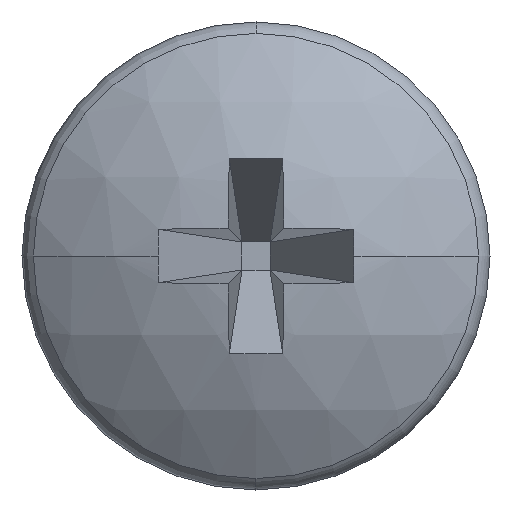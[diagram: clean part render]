
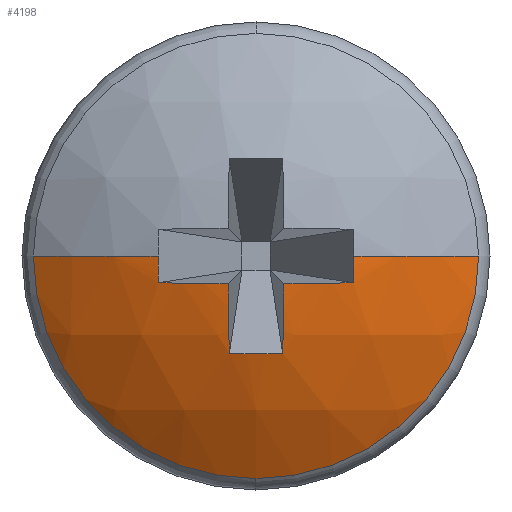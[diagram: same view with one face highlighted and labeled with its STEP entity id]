
A CAD part, left-side view. The second image highlights one B-rep face of the part: STEP entity #4198.
In plain terms, the highlighted spherical face has radius 3.2 mm.
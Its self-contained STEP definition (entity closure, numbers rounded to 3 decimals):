
#124 = DIRECTION ( 'NONE',  ( 0., 1., 0. ) ) ;
#273 = DIRECTION ( 'NONE',  ( 0., 0., -1. ) ) ;
#316 = CIRCLE ( 'NONE', #6006, 1.903 ) ;
#482 = EDGE_LOOP ( 'NONE', ( #7182, #4061, #7089, #3701, #7967, #6787, #2241, #2054, #942, #4757, #9169 ) ) ;
#752 = CARTESIAN_POINT ( 'NONE',  ( 0.627, 1.903, 0. ) ) ;
#768 = CARTESIAN_POINT ( 'NONE',  ( 0.627, -1.903, 0. ) ) ;
#794 = VERTEX_POINT ( 'NONE', #6741 ) ;
#942 = ORIENTED_EDGE ( 'NONE', *, *, #8897, .F. ) ;
#974 = DIRECTION ( 'NONE',  ( -0.1, -0.995, 0. ) ) ;
#1005 = EDGE_CURVE ( 'NONE', #8746, #5737, #8896, .T. ) ;
#1289 = CARTESIAN_POINT ( 'NONE',  ( 0.627, 0., 0. ) ) ;
#1469 = CIRCLE ( 'NONE', #3889, 3.199 ) ;
#1611 = DIRECTION ( 'NONE',  ( 1., 0., 0. ) ) ;
#1709 = DIRECTION ( 'NONE',  ( -0.833, 0.553, 0. ) ) ;
#1717 = CIRCLE ( 'NONE', #3981, 3.036 ) ;
#1886 = DIRECTION ( 'NONE',  ( 0.995, -0.1, 0. ) ) ;
#1904 = VERTEX_POINT ( 'NONE', #7401 ) ;
#1938 = AXIS2_PLACEMENT_3D ( 'NONE', #5314, #4296, #3534 ) ;
#2054 = ORIENTED_EDGE ( 'NONE', *, *, #4821, .F. ) ;
#2241 = ORIENTED_EDGE ( 'NONE', *, *, #5445, .T. ) ;
#2451 = AXIS2_PLACEMENT_3D ( 'NONE', #4040, #3844, #1611 ) ;
#2509 = EDGE_CURVE ( 'NONE', #5492, #4355, #5386, .T. ) ;
#2720 = DIRECTION ( 'NONE',  ( -0.1, 0.995, 0. ) ) ;
#2822 = EDGE_CURVE ( 'NONE', #1904, #8746, #3570, .T. ) ;
#2930 = EDGE_CURVE ( 'NONE', #794, #7591, #7785, .T. ) ;
#3234 = AXIS2_PLACEMENT_3D ( 'NONE', #7373, #5231, #8229 ) ;
#3281 = AXIS2_PLACEMENT_3D ( 'NONE', #7888, #8748, #5610 ) ;
#3336 = CARTESIAN_POINT ( 'NONE',  ( 0.111, 0.836, 0. ) ) ;
#3534 = DIRECTION ( 'NONE',  ( 0., 0., 1. ) ) ;
#3570 = CIRCLE ( 'NONE', #1938, 1.903 ) ;
#3606 = CIRCLE ( 'NONE', #3281, 3.199 ) ;
#3701 = ORIENTED_EDGE ( 'NONE', *, *, #3928, .T. ) ;
#3705 = FACE_OUTER_BOUND ( 'NONE', #482, .T. ) ;
#3844 = DIRECTION ( 'NONE',  ( 0., 0., 1. ) ) ;
#3876 = CARTESIAN_POINT ( 'NONE',  ( 3.192, 0., 0.082 ) ) ;
#3889 = AXIS2_PLACEMENT_3D ( 'NONE', #6519, #974, #1886 ) ;
#3900 = CARTESIAN_POINT ( 'NONE',  ( 0.118, -0.228, -0.831 ) ) ;
#3928 = EDGE_CURVE ( 'NONE', #5737, #7591, #1717, .T. ) ;
#3981 = AXIS2_PLACEMENT_3D ( 'NONE', #4157, #6505, #7073 ) ;
#4040 = CARTESIAN_POINT ( 'NONE',  ( 3.2, 0., 0. ) ) ;
#4061 = ORIENTED_EDGE ( 'NONE', *, *, #2822, .T. ) ;
#4157 = CARTESIAN_POINT ( 'NONE',  ( 2.64, 0.843, 0. ) ) ;
#4198 = ADVANCED_FACE ( 'NONE', ( #3705 ), #9349, .T. ) ;
#4296 = DIRECTION ( 'NONE',  ( -1., 0., 0. ) ) ;
#4355 = VERTEX_POINT ( 'NONE', #3336 ) ;
#4448 = AXIS2_PLACEMENT_3D ( 'NONE', #5575, #8675, #1709 ) ;
#4454 = CARTESIAN_POINT ( 'NONE',  ( 0.018, 0.238, -0.238 ) ) ;
#4463 = DIRECTION ( 'NONE',  ( 0., 0., -1. ) ) ;
#4494 = AXIS2_PLACEMENT_3D ( 'NONE', #8281, #273, #5955 ) ;
#4537 = DIRECTION ( 'NONE',  ( 0.995, 0., 0.1 ) ) ;
#4581 = EDGE_CURVE ( 'NONE', #5492, #1904, #316, .T. ) ;
#4689 = AXIS2_PLACEMENT_3D ( 'NONE', #3876, #9237, #4537 ) ;
#4746 = CARTESIAN_POINT ( 'NONE',  ( 3.2, 0., 0. ) ) ;
#4757 = ORIENTED_EDGE ( 'NONE', *, *, #6879, .T. ) ;
#4821 = EDGE_CURVE ( 'NONE', #8415, #5258, #1469, .T. ) ;
#5231 = DIRECTION ( 'NONE',  ( 0.553, 0., -0.833 ) ) ;
#5258 = VERTEX_POINT ( 'NONE', #7926 ) ;
#5314 = CARTESIAN_POINT ( 'NONE',  ( 0.627, 0., 0. ) ) ;
#5386 = CIRCLE ( 'NONE', #2451, 3.2 ) ;
#5445 = EDGE_CURVE ( 'NONE', #8088, #5258, #8102, .T. ) ;
#5492 = VERTEX_POINT ( 'NONE', #752 ) ;
#5575 = CARTESIAN_POINT ( 'NONE',  ( 2.64, -0.843, 0. ) ) ;
#5610 = DIRECTION ( 'NONE',  ( 0.995, 0., 0.1 ) ) ;
#5737 = VERTEX_POINT ( 'NONE', #6448 ) ;
#5870 = EDGE_CURVE ( 'NONE', #8088, #794, #7033, .T. ) ;
#5955 = DIRECTION ( 'NONE',  ( 0., 1., 0. ) ) ;
#6006 = AXIS2_PLACEMENT_3D ( 'NONE', #1289, #7440, #6682 ) ;
#6214 = AXIS2_PLACEMENT_3D ( 'NONE', #6750, #2720, #7505 ) ;
#6448 = CARTESIAN_POINT ( 'NONE',  ( 0.111, -0.836, 0. ) ) ;
#6505 = DIRECTION ( 'NONE',  ( 0.553, -0.833, 0. ) ) ;
#6519 = CARTESIAN_POINT ( 'NONE',  ( 3.192, -0.082, 0. ) ) ;
#6682 = DIRECTION ( 'NONE',  ( 0., 0., 1. ) ) ;
#6741 = CARTESIAN_POINT ( 'NONE',  ( 0.018, -0.238, -0.238 ) ) ;
#6750 = CARTESIAN_POINT ( 'NONE',  ( 3.192, 0.082, 0. ) ) ;
#6787 = ORIENTED_EDGE ( 'NONE', *, *, #5870, .F. ) ;
#6879 = EDGE_CURVE ( 'NONE', #8308, #4355, #8847, .T. ) ;
#7033 = CIRCLE ( 'NONE', #6214, 3.199 ) ;
#7073 = DIRECTION ( 'NONE',  ( 0.833, 0.553, 0. ) ) ;
#7089 = ORIENTED_EDGE ( 'NONE', *, *, #1005, .T. ) ;
#7182 = ORIENTED_EDGE ( 'NONE', *, *, #4581, .T. ) ;
#7373 = CARTESIAN_POINT ( 'NONE',  ( 2.64, 0., 0.843 ) ) ;
#7387 = AXIS2_PLACEMENT_3D ( 'NONE', #4746, #4463, #124 ) ;
#7401 = CARTESIAN_POINT ( 'NONE',  ( 0.627, 0., -1.903 ) ) ;
#7440 = DIRECTION ( 'NONE',  ( -1., 0., 0. ) ) ;
#7505 = DIRECTION ( 'NONE',  ( -0.995, -0.1, 0. ) ) ;
#7591 = VERTEX_POINT ( 'NONE', #9179 ) ;
#7785 = CIRCLE ( 'NONE', #4689, 3.199 ) ;
#7888 = CARTESIAN_POINT ( 'NONE',  ( 3.192, 0., 0.082 ) ) ;
#7926 = CARTESIAN_POINT ( 'NONE',  ( 0.118, 0.228, -0.831 ) ) ;
#7967 = ORIENTED_EDGE ( 'NONE', *, *, #2930, .F. ) ;
#8088 = VERTEX_POINT ( 'NONE', #3900 ) ;
#8102 = CIRCLE ( 'NONE', #3234, 3.036 ) ;
#8229 = DIRECTION ( 'NONE',  ( -0.833, 0., -0.553 ) ) ;
#8281 = CARTESIAN_POINT ( 'NONE',  ( 3.2, 0., 0. ) ) ;
#8308 = VERTEX_POINT ( 'NONE', #9619 ) ;
#8415 = VERTEX_POINT ( 'NONE', #4454 ) ;
#8675 = DIRECTION ( 'NONE',  ( 0.553, 0.833, 0. ) ) ;
#8746 = VERTEX_POINT ( 'NONE', #768 ) ;
#8748 = DIRECTION ( 'NONE',  ( -0.1, 0., 0.995 ) ) ;
#8847 = CIRCLE ( 'NONE', #4448, 3.036 ) ;
#8896 = CIRCLE ( 'NONE', #4494, 3.2 ) ;
#8897 = EDGE_CURVE ( 'NONE', #8308, #8415, #3606, .T. ) ;
#9169 = ORIENTED_EDGE ( 'NONE', *, *, #2509, .F. ) ;
#9179 = CARTESIAN_POINT ( 'NONE',  ( 0.118, -0.831, -0.228 ) ) ;
#9237 = DIRECTION ( 'NONE',  ( -0.1, 0., 0.995 ) ) ;
#9349 = SPHERICAL_SURFACE ( 'NONE', #7387, 3.2 ) ;
#9619 = CARTESIAN_POINT ( 'NONE',  ( 0.118, 0.831, -0.228 ) ) ;
